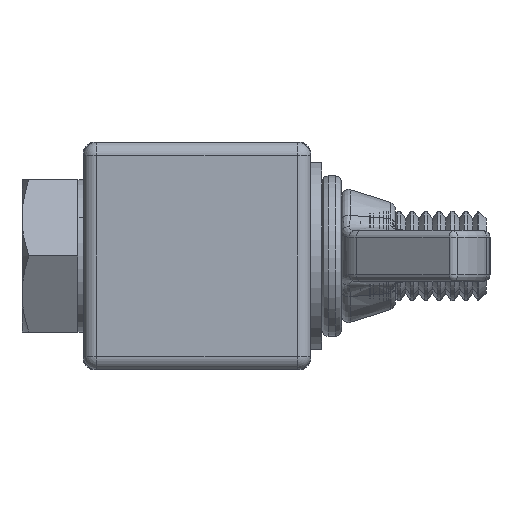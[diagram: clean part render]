
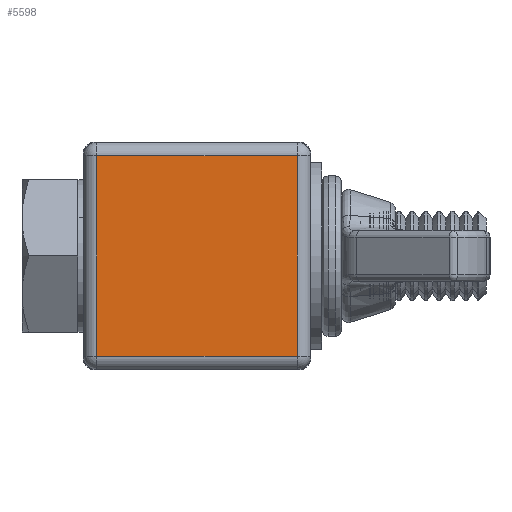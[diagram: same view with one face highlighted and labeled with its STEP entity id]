
A CAD part, left-side view. The second image highlights one B-rep face of the part: STEP entity #5598.
In plain terms, the highlighted face is planar.
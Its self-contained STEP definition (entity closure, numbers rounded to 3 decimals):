
#170 = FACE_OUTER_BOUND ( 'NONE', #2546, .T. ) ;
#1253 = CARTESIAN_POINT ( 'NONE',  ( -12.7, 3.5, 11.2 ) ) ;
#1377 = LINE ( 'NONE', #2032, #1544 ) ;
#1544 = VECTOR ( 'NONE', #3013, 1000. ) ;
#1897 = VECTOR ( 'NONE', #5355, 1000. ) ;
#2032 = CARTESIAN_POINT ( 'NONE',  ( 11.2, 3.5, -12.7 ) ) ;
#2315 = CARTESIAN_POINT ( 'NONE',  ( -12.7, 3.5, -11.2 ) ) ;
#2429 = CARTESIAN_POINT ( 'NONE',  ( -11.2, 3.5, 11.2 ) ) ;
#2546 = EDGE_LOOP ( 'NONE', ( #10220, #6780, #11531, #4530 ) ) ;
#2815 = EDGE_CURVE ( 'NONE', #9592, #7186, #9056, .T. ) ;
#3013 = DIRECTION ( 'NONE',  ( 0., 0., -1. ) ) ;
#3047 = CARTESIAN_POINT ( 'NONE',  ( 11.2, 3.5, 11.2 ) ) ;
#3490 = PLANE ( 'NONE',  #6627 ) ;
#4326 = DIRECTION ( 'NONE',  ( -1., 0., 0. ) ) ;
#4530 = ORIENTED_EDGE ( 'NONE', *, *, #2815, .T. ) ;
#5220 = EDGE_CURVE ( 'NONE', #8279, #7989, #12063, .T. ) ;
#5355 = DIRECTION ( 'NONE',  ( 1., 0., 0. ) ) ;
#5598 = ADVANCED_FACE ( 'NONE', ( #170 ), #3490, .F. ) ;
#6204 = EDGE_CURVE ( 'NONE', #7186, #8279, #1377, .T. ) ;
#6546 = EDGE_CURVE ( 'NONE', #7989, #9592, #8077, .T. ) ;
#6627 = AXIS2_PLACEMENT_3D ( 'NONE', #11284, #10950, #10310 ) ;
#6780 = ORIENTED_EDGE ( 'NONE', *, *, #5220, .T. ) ;
#6995 = VECTOR ( 'NONE', #11435, 1000. ) ;
#7186 = VERTEX_POINT ( 'NONE', #3047 ) ;
#7352 = CARTESIAN_POINT ( 'NONE',  ( -11.2, 3.5, -11.2 ) ) ;
#7493 = CARTESIAN_POINT ( 'NONE',  ( -11.2, 3.5, -12.7 ) ) ;
#7967 = VECTOR ( 'NONE', #4326, 1000. ) ;
#7989 = VERTEX_POINT ( 'NONE', #7352 ) ;
#8077 = LINE ( 'NONE', #7493, #6995 ) ;
#8279 = VERTEX_POINT ( 'NONE', #12636 ) ;
#9056 = LINE ( 'NONE', #1253, #1897 ) ;
#9592 = VERTEX_POINT ( 'NONE', #2429 ) ;
#10220 = ORIENTED_EDGE ( 'NONE', *, *, #6204, .T. ) ;
#10310 = DIRECTION ( 'NONE',  ( 0., 0., -1. ) ) ;
#10950 = DIRECTION ( 'NONE',  ( 0., -1., 0. ) ) ;
#11284 = CARTESIAN_POINT ( 'NONE',  ( -12.7, 3.5, -12.7 ) ) ;
#11435 = DIRECTION ( 'NONE',  ( 0., 0., 1. ) ) ;
#11531 = ORIENTED_EDGE ( 'NONE', *, *, #6546, .T. ) ;
#12063 = LINE ( 'NONE', #2315, #7967 ) ;
#12636 = CARTESIAN_POINT ( 'NONE',  ( 11.2, 3.5, -11.2 ) ) ;
